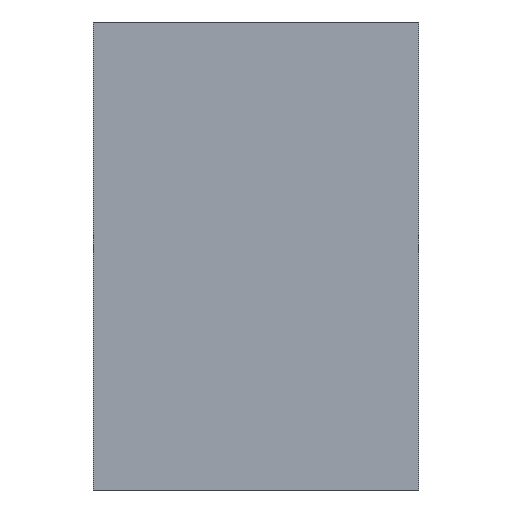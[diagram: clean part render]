
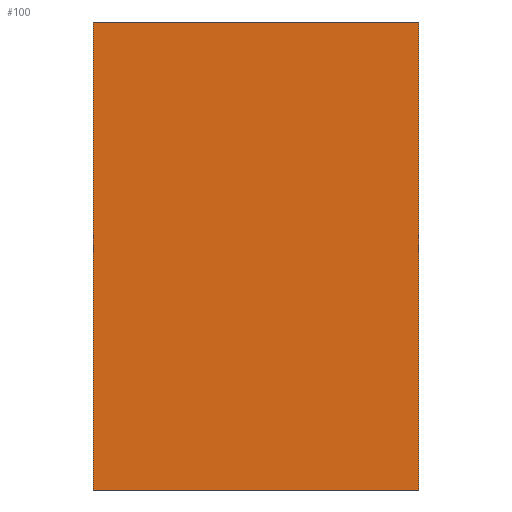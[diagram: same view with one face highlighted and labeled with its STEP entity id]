
A CAD part, left-side view. The second image highlights one B-rep face of the part: STEP entity #100.
In plain terms, the highlighted planar face has unit normal (-1, 0, 0).
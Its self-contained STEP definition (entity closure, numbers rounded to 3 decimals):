
#13 = VERTEX_POINT ( 'NONE', #183 ) ;
#14 = VECTOR ( 'NONE', #68, 1000. ) ;
#15 = LINE ( 'NONE', #258, #14 ) ;
#17 = EDGE_LOOP ( 'NONE', ( #346, #501, #156, #431 ) ) ;
#27 = CARTESIAN_POINT ( 'NONE',  ( -0.498, 0.174, 0.501 ) ) ;
#55 = EDGE_CURVE ( 'NONE', #531, #216, #400, .T. ) ;
#68 = DIRECTION ( 'NONE',  ( 0., 0., -1. ) ) ;
#100 = ADVANCED_FACE ( 'NONE', ( #319 ), #387, .T. ) ;
#117 = DIRECTION ( 'NONE',  ( -1., 0., 0. ) ) ;
#141 = CARTESIAN_POINT ( 'NONE',  ( -0.498, -0.174, 0. ) ) ;
#156 = ORIENTED_EDGE ( 'NONE', *, *, #55, .F. ) ;
#183 = CARTESIAN_POINT ( 'NONE',  ( -0.498, 0.174, 0. ) ) ;
#193 = LINE ( 'NONE', #141, #204 ) ;
#196 = EDGE_CURVE ( 'NONE', #616, #13, #244, .T. ) ;
#204 = VECTOR ( 'NONE', #751, 1000. ) ;
#216 = VERTEX_POINT ( 'NONE', #552 ) ;
#221 = EDGE_CURVE ( 'NONE', #531, #13, #15, .T. ) ;
#223 = VECTOR ( 'NONE', #424, 1000. ) ;
#244 = LINE ( 'NONE', #369, #223 ) ;
#258 = CARTESIAN_POINT ( 'NONE',  ( -0.498, 0.174, 0.501 ) ) ;
#319 = FACE_OUTER_BOUND ( 'NONE', #17, .T. ) ;
#346 = ORIENTED_EDGE ( 'NONE', *, *, #196, .F. ) ;
#369 = CARTESIAN_POINT ( 'NONE',  ( -0.498, -0.174, 0. ) ) ;
#387 = PLANE ( 'NONE',  #687 ) ;
#400 = LINE ( 'NONE', #27, #614 ) ;
#424 = DIRECTION ( 'NONE',  ( 0., 1., 0. ) ) ;
#431 = ORIENTED_EDGE ( 'NONE', *, *, #221, .T. ) ;
#501 = ORIENTED_EDGE ( 'NONE', *, *, #583, .T. ) ;
#511 = CARTESIAN_POINT ( 'NONE',  ( -0.498, 0.174, 0.501 ) ) ;
#531 = VERTEX_POINT ( 'NONE', #511 ) ;
#552 = CARTESIAN_POINT ( 'NONE',  ( -0.498, -0.174, 0.501 ) ) ;
#573 = DIRECTION ( 'NONE',  ( 0., -1., 0. ) ) ;
#583 = EDGE_CURVE ( 'NONE', #616, #216, #193, .T. ) ;
#597 = CARTESIAN_POINT ( 'NONE',  ( -0.498, 0.174, 0. ) ) ;
#614 = VECTOR ( 'NONE', #573, 1000. ) ;
#616 = VERTEX_POINT ( 'NONE', #627 ) ;
#627 = CARTESIAN_POINT ( 'NONE',  ( -0.498, -0.174, 0. ) ) ;
#687 = AXIS2_PLACEMENT_3D ( 'NONE', #597, #117, #777 ) ;
#751 = DIRECTION ( 'NONE',  ( 0., 0., 1. ) ) ;
#777 = DIRECTION ( 'NONE',  ( 0., 0., 1. ) ) ;
